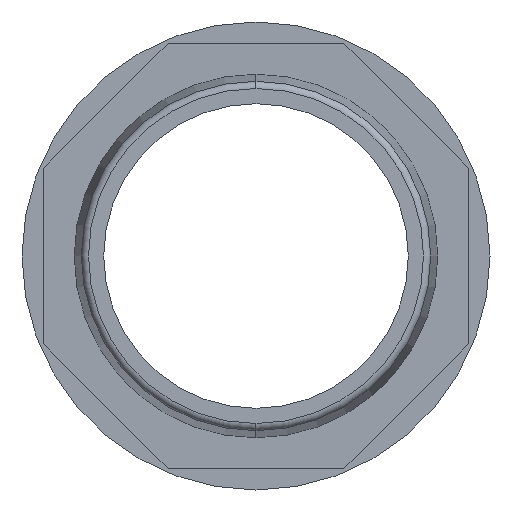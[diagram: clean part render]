
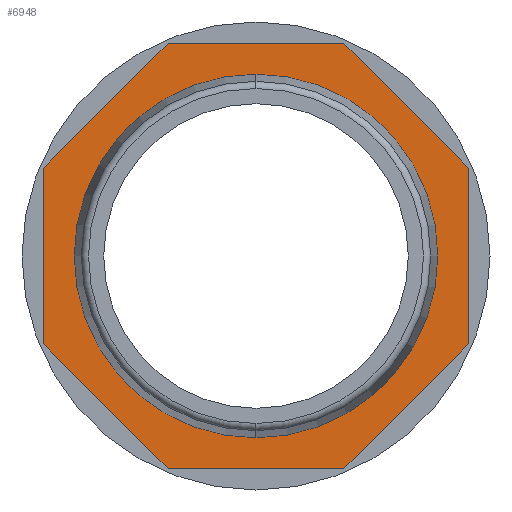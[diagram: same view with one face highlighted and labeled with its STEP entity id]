
A CAD part, left-side view. The second image highlights one B-rep face of the part: STEP entity #6948.
In plain terms, the highlighted planar face has unit normal (-1, 0, 0).
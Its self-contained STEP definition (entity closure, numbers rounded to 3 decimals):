
#6 = VERTEX_POINT ( 'NONE', #5693 ) ;
#9 = VERTEX_POINT ( 'NONE', #6240 ) ;
#139 = EDGE_LOOP ( 'NONE', ( #6211, #6210 ) ) ;
#715 = CIRCLE ( 'NONE', #721, 25.25 ) ;
#721 = AXIS2_PLACEMENT_3D ( 'NONE', #2986, #2987, #2988 ) ;
#762 = LINE ( 'NONE', #769, #6456 ) ;
#769 = CARTESIAN_POINT ( 'NONE',  ( -36.9, -29.5, -12.219 ) ) ;
#773 = LINE ( 'NONE', #778, #6454 ) ;
#777 = DIRECTION ( 'NONE',  ( 0., 0., 1. ) ) ;
#778 = CARTESIAN_POINT ( 'NONE',  ( -36.9, -29.5, 12.219 ) ) ;
#779 = DIRECTION ( 'NONE',  ( 0., 0.707, 0.707 ) ) ;
#780 = LINE ( 'NONE', #781, #6460 ) ;
#781 = CARTESIAN_POINT ( 'NONE',  ( -36.9, -12.219, 29.5 ) ) ;
#782 = DIRECTION ( 'NONE',  ( 0., 1., 0. ) ) ;
#1191 = LINE ( 'NONE', #1198, #1577 ) ;
#1195 = LINE ( 'NONE', #1196, #1579 ) ;
#1196 = CARTESIAN_POINT ( 'NONE',  ( -36.9, 12.219, -29.5 ) ) ;
#1197 = DIRECTION ( 'NONE',  ( 0., -1., 0. ) ) ;
#1198 = CARTESIAN_POINT ( 'NONE',  ( -36.9, 29.5, -12.219 ) ) ;
#1199 = DIRECTION ( 'NONE',  ( 0., -0.707, -0.707 ) ) ;
#1200 = LINE ( 'NONE', #1201, #1583 ) ;
#1201 = CARTESIAN_POINT ( 'NONE',  ( -36.9, 29.5, 12.219 ) ) ;
#1202 = DIRECTION ( 'NONE',  ( 0., 0., -1. ) ) ;
#1203 = LINE ( 'NONE', #1204, #1640 ) ;
#1204 = CARTESIAN_POINT ( 'NONE',  ( -36.9, 12.219, 29.5 ) ) ;
#1205 = DIRECTION ( 'NONE',  ( 0., 0.707, -0.707 ) ) ;
#1208 = CARTESIAN_POINT ( 'NONE',  ( -36.9, 0., 0. ) ) ;
#1209 = DIRECTION ( 'NONE',  ( -1., 0., 0. ) ) ;
#1210 = DIRECTION ( 'NONE',  ( 0., 0., 1. ) ) ;
#1573 = VECTOR ( 'NONE', #2283, 1000. ) ;
#1577 = VECTOR ( 'NONE', #1199, 1000. ) ;
#1579 = VECTOR ( 'NONE', #1197, 1000. ) ;
#1583 = VECTOR ( 'NONE', #1202, 1000. ) ;
#1639 = CIRCLE ( 'NONE', #1642, 25.25 ) ;
#1640 = VECTOR ( 'NONE', #1205, 1000. ) ;
#1642 = AXIS2_PLACEMENT_3D ( 'NONE', #1208, #1209, #1210 ) ;
#2218 = CARTESIAN_POINT ( 'NONE',  ( -36.9, 12.219, -29.5 ) ) ;
#2225 = CARTESIAN_POINT ( 'NONE',  ( -36.9, -12.219, -29.5 ) ) ;
#2235 = CARTESIAN_POINT ( 'NONE',  ( -36.9, 29.5, -12.219 ) ) ;
#2241 = CARTESIAN_POINT ( 'NONE',  ( -36.9, 12.219, 29.5 ) ) ;
#2243 = CARTESIAN_POINT ( 'NONE',  ( -36.9, 29.5, 12.219 ) ) ;
#2257 = CARTESIAN_POINT ( 'NONE',  ( -36.9, -29.5, -12.219 ) ) ;
#2258 = CARTESIAN_POINT ( 'NONE',  ( -36.9, -29.5, 12.219 ) ) ;
#2259 = CARTESIAN_POINT ( 'NONE',  ( -36.9, -12.219, 29.5 ) ) ;
#2281 = LINE ( 'NONE', #2282, #1573 ) ;
#2282 = CARTESIAN_POINT ( 'NONE',  ( -36.9, -12.219, -29.5 ) ) ;
#2283 = DIRECTION ( 'NONE',  ( 0., -0.707, 0.707 ) ) ;
#2986 = CARTESIAN_POINT ( 'NONE',  ( -36.9, 0., 0. ) ) ;
#2987 = DIRECTION ( 'NONE',  ( -1., 0., 0. ) ) ;
#2988 = DIRECTION ( 'NONE',  ( 0., 0., 1. ) ) ;
#3072 = EDGE_LOOP ( 'NONE', ( #6209, #6208, #6207, #6206, #6205, #6204, #6203, #6202 ) ) ;
#4696 = EDGE_CURVE ( 'NONE', #6822, #6823, #762, .T. ) ;
#4697 = EDGE_CURVE ( 'NONE', #6823, #6824, #773, .T. ) ;
#4698 = EDGE_CURVE ( 'NONE', #6824, #6803, #780, .T. ) ;
#5689 = VERTEX_POINT ( 'NONE', #2218 ) ;
#5693 = CARTESIAN_POINT ( 'NONE',  ( -36.9, 0., 25.25 ) ) ;
#6202 = ORIENTED_EDGE ( 'NONE', *, *, #4698, .T. ) ;
#6203 = ORIENTED_EDGE ( 'NONE', *, *, #4697, .T. ) ;
#6204 = ORIENTED_EDGE ( 'NONE', *, *, #4696, .T. ) ;
#6205 = ORIENTED_EDGE ( 'NONE', *, *, #6870, .T. ) ;
#6206 = ORIENTED_EDGE ( 'NONE', *, *, #6877, .T. ) ;
#6207 = ORIENTED_EDGE ( 'NONE', *, *, #6878, .T. ) ;
#6208 = ORIENTED_EDGE ( 'NONE', *, *, #6879, .T. ) ;
#6209 = ORIENTED_EDGE ( 'NONE', *, *, #6880, .T. ) ;
#6210 = ORIENTED_EDGE ( 'NONE', *, *, #6881, .F. ) ;
#6211 = ORIENTED_EDGE ( 'NONE', *, *, #7072, .F. ) ;
#6226 = VERTEX_POINT ( 'NONE', #2225 ) ;
#6240 = CARTESIAN_POINT ( 'NONE',  ( -36.9, 0., -25.25 ) ) ;
#6454 = VECTOR ( 'NONE', #779, 1000. ) ;
#6456 = VECTOR ( 'NONE', #777, 1000. ) ;
#6460 = VECTOR ( 'NONE', #782, 1000. ) ;
#6498 = AXIS2_PLACEMENT_3D ( 'NONE', #6676, #6683, #6684 ) ;
#6672 = FACE_OUTER_BOUND ( 'NONE', #3072, .T. ) ;
#6676 = CARTESIAN_POINT ( 'NONE',  ( -36.9, 31.931, 0. ) ) ;
#6680 = FACE_BOUND ( 'NONE', #139, .T. ) ;
#6681 = PLANE ( 'NONE',  #6498 ) ;
#6683 = DIRECTION ( 'NONE',  ( 1., 0., 0. ) ) ;
#6684 = DIRECTION ( 'NONE',  ( 0., 0., -1. ) ) ;
#6803 = VERTEX_POINT ( 'NONE', #2241 ) ;
#6806 = VERTEX_POINT ( 'NONE', #2243 ) ;
#6809 = VERTEX_POINT ( 'NONE', #2235 ) ;
#6822 = VERTEX_POINT ( 'NONE', #2257 ) ;
#6823 = VERTEX_POINT ( 'NONE', #2258 ) ;
#6824 = VERTEX_POINT ( 'NONE', #2259 ) ;
#6870 = EDGE_CURVE ( 'NONE', #6226, #6822, #2281, .T. ) ;
#6877 = EDGE_CURVE ( 'NONE', #5689, #6226, #1195, .T. ) ;
#6878 = EDGE_CURVE ( 'NONE', #6809, #5689, #1191, .T. ) ;
#6879 = EDGE_CURVE ( 'NONE', #6806, #6809, #1200, .T. ) ;
#6880 = EDGE_CURVE ( 'NONE', #6803, #6806, #1203, .T. ) ;
#6881 = EDGE_CURVE ( 'NONE', #9, #6, #1639, .T. ) ;
#6948 = ADVANCED_FACE ( 'NONE', ( #6680, #6672 ), #6681, .F. ) ;
#7072 = EDGE_CURVE ( 'NONE', #6, #9, #715, .T. ) ;
